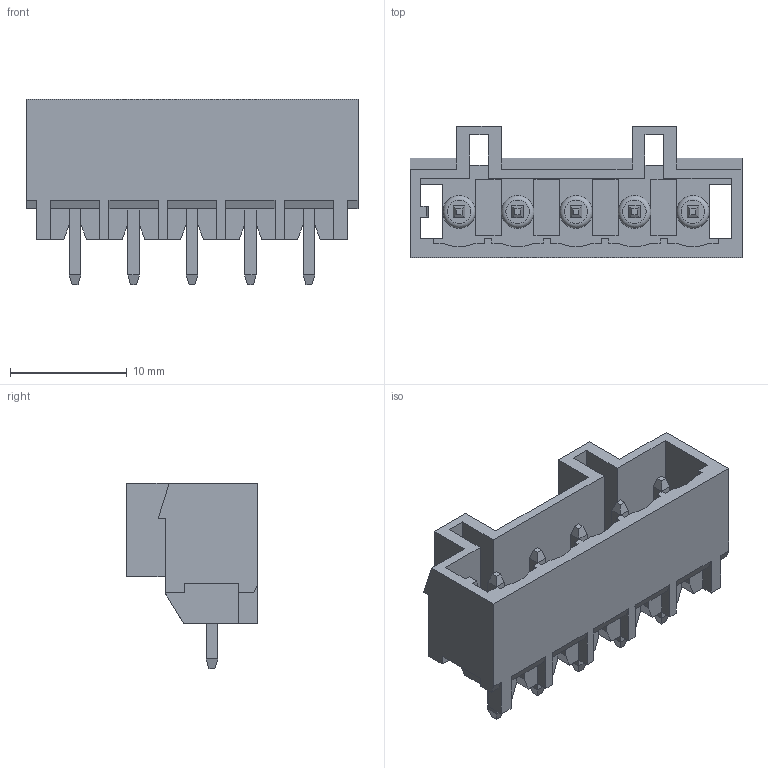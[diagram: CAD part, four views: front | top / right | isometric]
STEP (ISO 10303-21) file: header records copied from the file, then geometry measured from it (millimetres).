
FILE_DESCRIPTION(/* description */ ('Unknown'),/* implementation_level */ '2;1');
FILE_NAME(/* name */ '691371700005B',/* time_stamp */ '2018-07-12T08:38:34+02:00',/* author */ ('Unknown'),/* organization */ ('Unknown'),/* preprocessor_version */ 'ST-DEVELOPER v16.7',/* originating_system */ 'DEX',/* authorisation */ $);
FILE_SCHEMA (('AUTOMOTIVE_DESIGN {1 0 10303 214 3 1 1}'));
Length unit declared in the file: millimetre
Products named in the file (3): 6913717000xxB; 691371700005B; 6913717000xxB_PIN
Assembly tree (6 placements, depth 2):
  6913717000xxB
    691371700005B
    6913717000xxB_PIN  x5
Bounding box: 28.4 x 11.2 x 15.9 mm (x, y, z)
Volume: 1177.7 mm3; surface area: 2734.1 mm2
Topology: 6 solids, 6 shells, 272 faces, 763 edges, 483 vertices
Faces by surface type: plane 257, cylinder 10, torus 5
Full cylindrical faces by diameter (mm): 2.8 x5
Entity records: 7190 total; most frequent: CARTESIAN_POINT 1273, ORIENTED_EDGE 1272, DIRECTION 1112, EDGE_CURVE 636, LINE 606, VECTOR 606, VERTEX_POINT 414, AXIS2_PLACEMENT_3D 253
